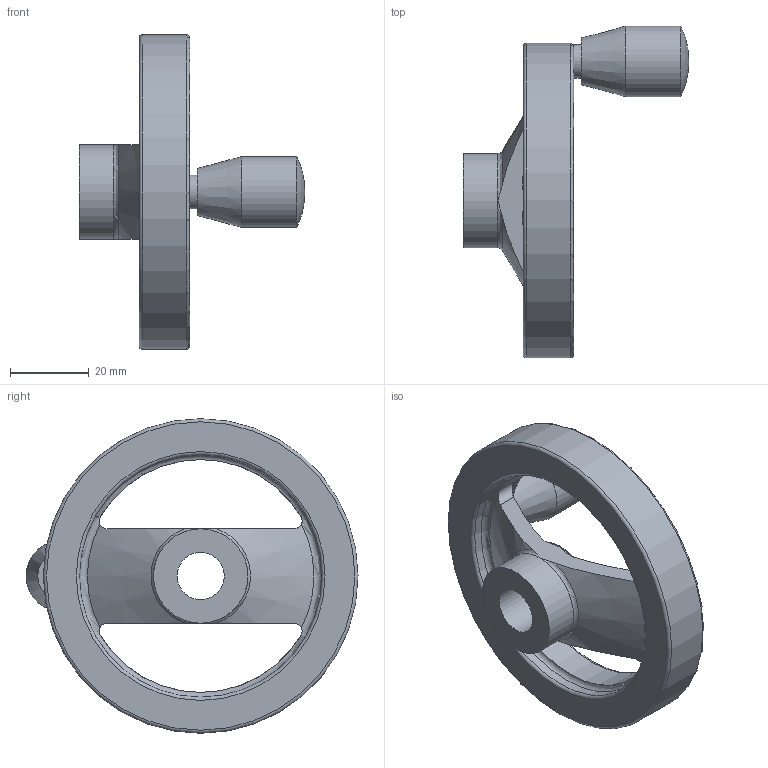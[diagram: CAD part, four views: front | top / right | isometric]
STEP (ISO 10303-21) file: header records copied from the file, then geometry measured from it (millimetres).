
FILE_DESCRIPTION( ( 'STEP AP214' ), '1' );
FILE_NAME( 'K0162.4080X12_drehbarer_Zylindergriff__Nabe_ohne_Nut.stp', '2020-11-26T10:23:50', ( '' ), ( '' ), ' ', 'PARTsolutions', ' ' );
FILE_SCHEMA( ( 'AUTOMOTIVE_DESIGN { 1 0 10303 214 1 1 1 1 }' ) );
Length unit declared in the file: millimetre
Products named in the file (1): _K0162.4080X12_drehbarer Zylindergriff, Nabe ohne Nut
Bounding box: 57.22 x 84.41 x 80 mm (x, y, z)
Volume: 44009 mm3; surface area: 15863.4 mm2
Topology: 1 solids, 1 shells, 35 faces, 92 edges, 57 vertices
Faces by surface type: cylinder 12, torus 9, plane 8, cone 5, bspline 1
Full cylindrical faces by diameter (mm): 8.64 x1, 12 x1, 18 x1, 24 x2, 59.2 x1, 61.64 x1, 80 x1
Entity records: 1525 total; most frequent: CARTESIAN_POINT 482, DIRECTION 146, ORIENTED_EDGE 144, EDGE_CURVE 72, AXIS2_PLACEMENT_3D 69, EDGE_LOOP 54, VERTEX_POINT 53, FACE_OUTER_BOUND 48
